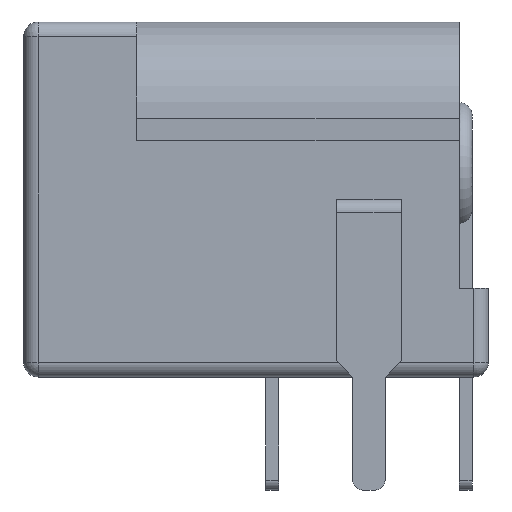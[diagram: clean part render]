
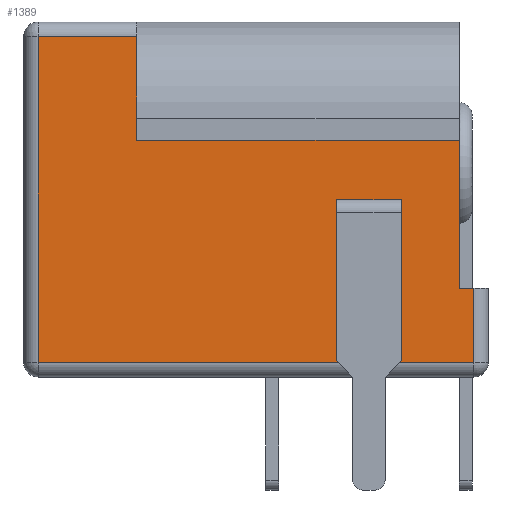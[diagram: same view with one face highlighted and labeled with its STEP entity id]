
A CAD part, front view. The second image highlights one B-rep face of the part: STEP entity #1389.
In plain terms, the highlighted planar face has unit normal (0, -1, 0).
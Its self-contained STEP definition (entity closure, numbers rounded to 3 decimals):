
#90=PLANE('',#1564);
#165=FACE_OUTER_BOUND('',#250,.T.);
#250=EDGE_LOOP('',(#1190,#1191,#1192,#1193,#1194,#1195,#1196,#1197));
#348=LINE('',#2275,#474);
#354=LINE('',#2308,#480);
#360=LINE('',#2331,#486);
#362=LINE('',#2337,#488);
#373=LINE('',#2373,#499);
#384=LINE('',#2395,#510);
#387=LINE('',#2402,#513);
#388=LINE('',#2403,#514);
#474=VECTOR('',#1806,10.);
#480=VECTOR('',#1842,10.);
#486=VECTOR('',#1870,10.);
#488=VECTOR('',#1876,10.);
#499=VECTOR('',#1915,10.);
#510=VECTOR('',#1936,10.);
#513=VECTOR('',#1943,10.);
#514=VECTOR('',#1944,10.);
#664=VERTEX_POINT('',#2272);
#665=VERTEX_POINT('',#2274);
#667=VERTEX_POINT('',#2280);
#677=VERTEX_POINT('',#2303);
#683=VERTEX_POINT('',#2326);
#684=VERTEX_POINT('',#2333);
#696=VERTEX_POINT('',#2371);
#702=VERTEX_POINT('',#2394);
#816=EDGE_CURVE('',#665,#664,#348,.T.);
#832=EDGE_CURVE('',#667,#677,#354,.T.);
#844=EDGE_CURVE('',#677,#683,#360,.T.);
#847=EDGE_CURVE('',#683,#684,#362,.T.);
#865=EDGE_CURVE('',#696,#667,#373,.T.);
#877=EDGE_CURVE('',#702,#684,#384,.T.);
#881=EDGE_CURVE('',#696,#665,#387,.T.);
#882=EDGE_CURVE('',#664,#702,#388,.T.);
#1190=ORIENTED_EDGE('',*,*,#847,.F.);
#1191=ORIENTED_EDGE('',*,*,#844,.F.);
#1192=ORIENTED_EDGE('',*,*,#832,.F.);
#1193=ORIENTED_EDGE('',*,*,#865,.F.);
#1194=ORIENTED_EDGE('',*,*,#881,.T.);
#1195=ORIENTED_EDGE('',*,*,#816,.T.);
#1196=ORIENTED_EDGE('',*,*,#882,.T.);
#1197=ORIENTED_EDGE('',*,*,#877,.T.);
#1389=ADVANCED_FACE('',(#165),#90,.T.);
#1564=AXIS2_PLACEMENT_3D('',#2401,#1941,#1942);
#1806=DIRECTION('',(0.,0.,1.));
#1842=DIRECTION('',(-1.,0.,0.));
#1870=DIRECTION('',(0.,0.,1.));
#1876=DIRECTION('',(1.,0.,0.));
#1915=DIRECTION('',(0.,0.,-1.));
#1936=DIRECTION('',(0.,0.,1.));
#1941=DIRECTION('center_axis',(0.,-1.,0.));
#1942=DIRECTION('ref_axis',(1.,0.,0.));
#1943=DIRECTION('',(-1.,0.,0.));
#1944=DIRECTION('',(-1.,0.,0.));
#2272=CARTESIAN_POINT('',(5.8,-4.5,8.333));
#2274=CARTESIAN_POINT('',(5.8,-4.5,3.75));
#2275=CARTESIAN_POINT('',(5.8,-4.5,3.75));
#2280=CARTESIAN_POINT('',(6.25,-4.5,1.45));
#2303=CARTESIAN_POINT('',(-7.25,-4.5,1.45));
#2308=CARTESIAN_POINT('',(-4.1,-4.5,1.45));
#2326=CARTESIAN_POINT('',(-7.25,-4.5,11.55));
#2331=CARTESIAN_POINT('',(-7.25,-4.5,1.));
#2333=CARTESIAN_POINT('',(-4.2,-4.5,11.55));
#2337=CARTESIAN_POINT('',(-4.1,-4.5,11.55));
#2371=CARTESIAN_POINT('',(6.25,-4.5,3.75));
#2373=CARTESIAN_POINT('',(6.25,-4.5,1.));
#2394=CARTESIAN_POINT('',(-4.2,-4.5,8.333));
#2395=CARTESIAN_POINT('',(-4.2,-4.5,6.5));
#2401=CARTESIAN_POINT('Origin',(-7.7,-4.5,1.));
#2402=CARTESIAN_POINT('',(-0.5,-4.5,3.75));
#2403=CARTESIAN_POINT('',(-3.225,-4.5,8.333));
